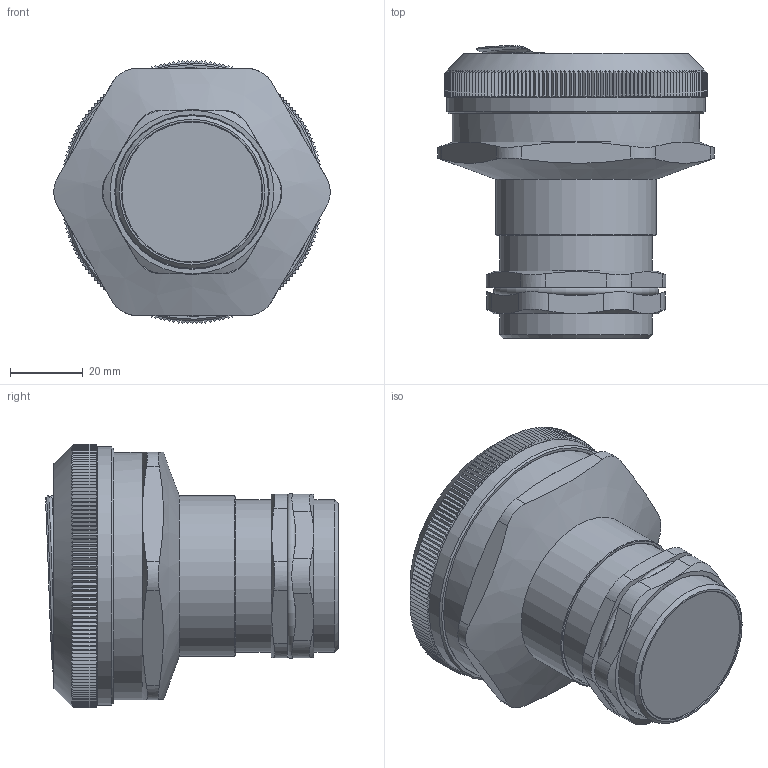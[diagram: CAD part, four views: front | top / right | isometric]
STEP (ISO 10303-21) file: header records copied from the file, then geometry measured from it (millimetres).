
FILE_DESCRIPTION(/* description */ (''),/* implementation_level */ '2;1');
FILE_NAME(/* name */ '',/* time_stamp */ '2024-03-26T08:06:23+07:00',/* author */ ('zeta-09'),/* organization */ (''),/* preprocessor_version */ 'ST-DEVELOPER v19.2',/* originating_system */ 'Autodesk Inventor 2024',/* authorisation */ '');
FILE_SCHEMA (('AUTOMOTIVE_DESIGN { 1 0 10303 214 3 1 1 }'));
Length unit declared in the file: millimetre
Products named in the file (1): Деталь1
Bounding box: 76.02 x 80.53 x 72.5 mm (x, y, z)
Volume: 191857 mm3; surface area: 23019.1 mm2
Topology: 1 solids, 1 shells, 451 faces, 1303 edges, 863 vertices
Faces by surface type: plane 389, cone 29, cylinder 25, bspline 6, torus 2
Full cylindrical faces by diameter (mm): 42 x2, 44.2 x1, 68 x1, 71 x1
Entity records: 14912 total; most frequent: CARTESIAN_POINT 4900, ORIENTED_EDGE 2606, DIRECTION 1429, EDGE_CURVE 1303, VERTEX_POINT 863, AXIS2_PLACEMENT_3D 505, EDGE_LOOP 460, FACE_OUTER_BOUND 451
